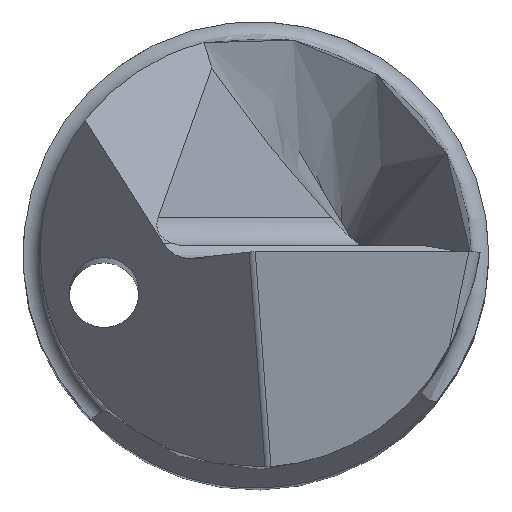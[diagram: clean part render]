
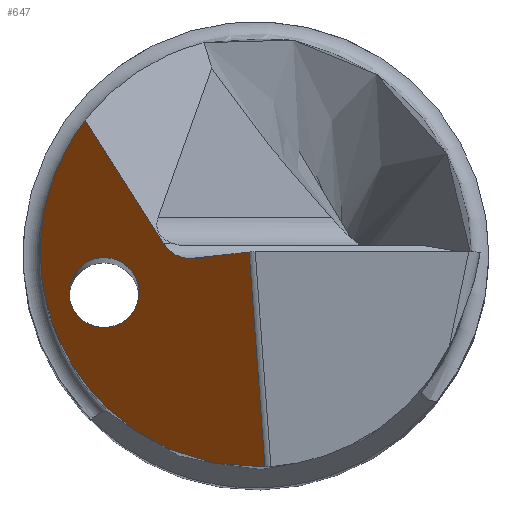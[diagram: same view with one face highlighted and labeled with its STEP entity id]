
A CAD part, top view. The second image highlights one B-rep face of the part: STEP entity #647.
In plain terms, the highlighted planar face has unit normal (-0.696, -0.174, 0.696).
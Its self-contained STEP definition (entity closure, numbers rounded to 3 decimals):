
#4 = CARTESIAN_POINT ( 'NONE',  ( -1.584, 0.139, 53.511 ) ) ;
#6 = VERTEX_POINT ( 'NONE', #358 ) ;
#21 = FACE_OUTER_BOUND ( 'NONE', #284, .T. ) ;
#22 = LINE ( 'NONE', #759, #1136 ) ;
#49 = EDGE_CURVE ( 'NONE', #1093, #6, #545, .T. ) ;
#70 = DIRECTION ( 'NONE',  ( -0.072, 0.982, 0.173 ) ) ;
#92 = VERTEX_POINT ( 'NONE', #1072 ) ;
#140 = EDGE_CURVE ( 'NONE', #863, #6, #363, .T. ) ;
#165 = ORIENTED_EDGE ( 'NONE', *, *, #140, .F. ) ;
#210 = LINE ( 'NONE', #977, #984 ) ;
#213 = CARTESIAN_POINT ( 'NONE',  ( -3.19, -0.844, 51.659 ) ) ;
#229 = EDGE_CURVE ( 'NONE', #408, #408, #569, .T. ) ;
#261 = EDGE_CURVE ( 'NONE', #863, #1165, #210, .T. ) ;
#284 = EDGE_LOOP ( 'NONE', ( #371, #883, #165, #482, #706 ) ) ;
#302 = PLANE ( 'NONE',  #398 ) ;
#311 = CARTESIAN_POINT ( 'NONE',  ( -2.9, -2.008, 51.659 ) ) ;
#358 = CARTESIAN_POINT ( 'NONE',  ( -2.928, 2.262, 52.696 ) ) ;
#363 =( BOUNDED_CURVE ( )  B_SPLINE_CURVE ( 3, ( #460, #1025, #370, #745 ),
 .UNSPECIFIED., .F., .T. ) 
 B_SPLINE_CURVE_WITH_KNOTS ( ( 4, 4 ),
 ( 4.915, 7.185 ),
 .UNSPECIFIED. ) 
 CURVE ( )  GEOMETRIC_REPRESENTATION_ITEM ( )  RATIONAL_B_SPLINE_CURVE ( ( 1., 0.615, 0.615, 1. ) ) 
 REPRESENTATION_ITEM ( '' )  );
#370 = CARTESIAN_POINT ( 'NONE',  ( -5.153, -0.618, 49.753 ) ) ;
#371 = ORIENTED_EDGE ( 'NONE', *, *, #436, .T. ) ;
#378 = CARTESIAN_POINT ( 'NONE',  ( -2.026, -0.554, 52.896 ) ) ;
#398 = AXIS2_PLACEMENT_3D ( 'NONE', #649, #1005, #592 ) ;
#408 = VERTEX_POINT ( 'NONE', #693 ) ;
#427 = CARTESIAN_POINT ( 'NONE',  ( -0.923, -0.903, 53.911 ) ) ;
#436 = EDGE_CURVE ( 'NONE', #92, #1093, #701, .T. ) ;
#457 = VECTOR ( 'NONE', #795, 1000. ) ;
#460 = CARTESIAN_POINT ( 'NONE',  ( 0.155, -3.697, 54.294 ) ) ;
#482 = ORIENTED_EDGE ( 'NONE', *, *, #261, .T. ) ;
#496 = CARTESIAN_POINT ( 'NONE',  ( 0.155, -3.697, 54.294 ) ) ;
#545 = LINE ( 'NONE', #427, #457 ) ;
#569 =( BOUNDED_CURVE ( )  B_SPLINE_CURVE ( 3, ( #213, #841, #833, #378, #772, #311, #748 ),
 .UNSPECIFIED., .T., .T. ) 
 B_SPLINE_CURVE_WITH_KNOTS ( ( 4, 3, 4 ),
 ( 0., 3.142, 6.283 ),
 .UNSPECIFIED. ) 
 CURVE ( )  GEOMETRIC_REPRESENTATION_ITEM ( )  RATIONAL_B_SPLINE_CURVE ( ( 1., 0.333, 0.333, 1., 0.333, 0.333, 1. ) ) 
 REPRESENTATION_ITEM ( '' )  );
#592 = DIRECTION ( 'NONE',  ( 0.707, 0., 0.707 ) ) ;
#645 = EDGE_LOOP ( 'NONE', ( #987 ) ) ;
#647 = ADVANCED_FACE ( 'NONE', ( #838, #21 ), #302, .T. ) ;
#649 = CARTESIAN_POINT ( 'NONE',  ( -0.031, 0.1, 55.053 ) ) ;
#687 = CARTESIAN_POINT ( 'NONE',  ( -0.115, -0.008, 54.943 ) ) ;
#693 = CARTESIAN_POINT ( 'NONE',  ( -3.19, -0.844, 51.659 ) ) ;
#701 =( BOUNDED_CURVE ( )  B_SPLINE_CURVE ( 3, ( #892, #996, #726, #1169 ),
 .UNSPECIFIED., .F., .T. ) 
 B_SPLINE_CURVE_WITH_KNOTS ( ( 4, 4 ),
 ( 1.222, 2.531 ),
 .UNSPECIFIED. ) 
 CURVE ( )  GEOMETRIC_REPRESENTATION_ITEM ( )  RATIONAL_B_SPLINE_CURVE ( ( 1., 0.862, 0.862, 1. ) ) 
 REPRESENTATION_ITEM ( '' )  );
#706 = ORIENTED_EDGE ( 'NONE', *, *, #890, .T. ) ;
#726 = CARTESIAN_POINT ( 'NONE',  ( -1.472, -0.036, 53.579 ) ) ;
#745 = CARTESIAN_POINT ( 'NONE',  ( -2.928, 2.262, 52.696 ) ) ;
#748 = CARTESIAN_POINT ( 'NONE',  ( -3.19, -0.844, 51.659 ) ) ;
#759 = CARTESIAN_POINT ( 'NONE',  ( -0.014, 0.003, 55.047 ) ) ;
#772 = CARTESIAN_POINT ( 'NONE',  ( -1.735, -1.718, 52.896 ) ) ;
#795 = DIRECTION ( 'NONE',  ( -0.509, 0.804, -0.308 ) ) ;
#833 = CARTESIAN_POINT ( 'NONE',  ( -2.316, 0.611, 52.896 ) ) ;
#838 = FACE_BOUND ( 'NONE', #645, .T. ) ;
#841 = CARTESIAN_POINT ( 'NONE',  ( -3.481, 0.32, 51.659 ) ) ;
#863 = VERTEX_POINT ( 'NONE', #496 ) ;
#883 = ORIENTED_EDGE ( 'NONE', *, *, #49, .T. ) ;
#890 = EDGE_CURVE ( 'NONE', #1165, #92, #22, .T. ) ;
#892 = CARTESIAN_POINT ( 'NONE',  ( -1.105, -0.115, 53.926 ) ) ;
#977 = CARTESIAN_POINT ( 'NONE',  ( -0.124, 0.109, 54.964 ) ) ;
#984 = VECTOR ( 'NONE', #70, 1000. ) ;
#987 = ORIENTED_EDGE ( 'NONE', *, *, #229, .T. ) ;
#996 = CARTESIAN_POINT ( 'NONE',  ( -1.287, -0.135, 53.739 ) ) ;
#1005 = DIRECTION ( 'NONE',  ( -0.696, -0.174, 0.696 ) ) ;
#1025 = CARTESIAN_POINT ( 'NONE',  ( -3.48, -3.85, 50.62 ) ) ;
#1072 = CARTESIAN_POINT ( 'NONE',  ( -1.105, -0.115, 53.926 ) ) ;
#1093 = VERTEX_POINT ( 'NONE', #4 ) ;
#1119 = DIRECTION ( 'NONE',  ( -0.696, -0.075, -0.714 ) ) ;
#1136 = VECTOR ( 'NONE', #1119, 1000. ) ;
#1165 = VERTEX_POINT ( 'NONE', #687 ) ;
#1169 = CARTESIAN_POINT ( 'NONE',  ( -1.584, 0.139, 53.511 ) ) ;
